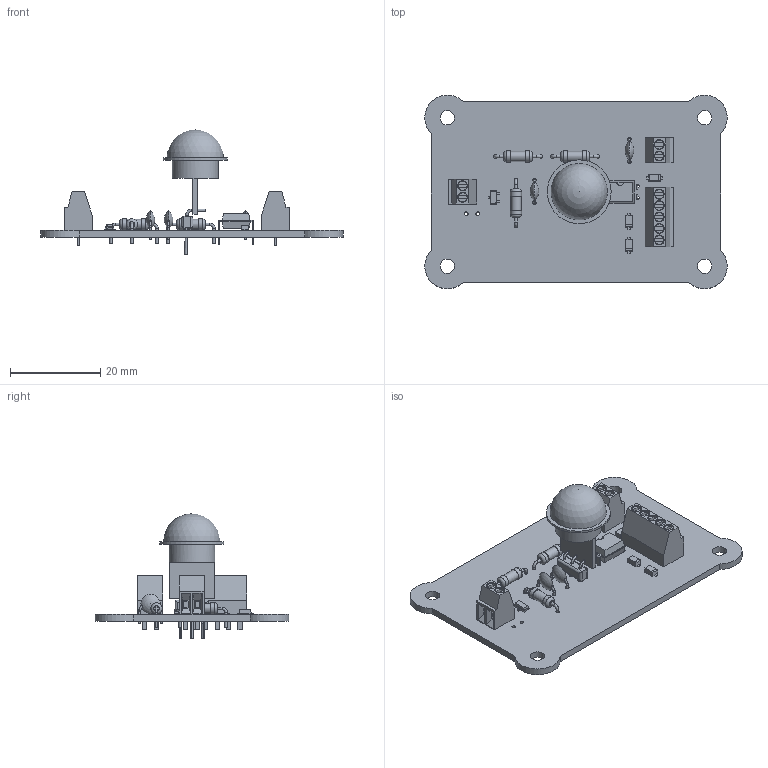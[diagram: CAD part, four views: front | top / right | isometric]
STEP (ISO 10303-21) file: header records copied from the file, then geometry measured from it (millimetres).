
FILE_DESCRIPTION(('KiCad electronic assembly'),'2;1');
FILE_NAME('WALKIN_PIR_IF-3D.step','2026-01-01T20:49:17',('Pcbnew'),( 'Kicad'),'Open CASCADE STEP processor 7.6','KiCad to STEP converter' ,'Unknown');
FILE_SCHEMA(('AUTOMOTIVE_DESIGN { 1 0 10303 214 1 1 1 1 }'));
Length unit declared in the file: millimetre
Products named in the file (11): WALKIN_PIR_IF-3D 1; TerminalBlock_Phoenix_MPT-0,5-5-2.54_1x05_P2.54mm_Horizontal; C_Disc_D4.3mm_W1.9mm_P5.00mm; DIP-4_W7.62mm; SOT-23-3; D_SOD-123F; R_Axial_DIN0207_L6.3mm_D2.5mm_P10.16mm_Horizontal_6_8_1; TerminalBlock_Phoenix_MPT-0,5-2-2.54_1x02_P2.54mm_Horizontal; R_Axial_DIN0207_L6.3mm_D2.5mm_P10.16mm_Horizontal_1_0_5; AM312; kibot_sy0n7yrc_PCB
Assembly tree (16 placements, depth 2):
  WALKIN_PIR_IF-3D 1
    TerminalBlock_Phoenix_MPT-0,5-5-2.54_1x05_P2.54mm_Horizontal
    C_Disc_D4.3mm_W1.9mm_P5.00mm  x3
    DIP-4_W7.62mm
    SOT-23-3
    D_SOD-123F  x3
    R_Axial_DIN0207_L6.3mm_D2.5mm_P10.16mm_Horizontal_6_8_1
    TerminalBlock_Phoenix_MPT-0,5-2-2.54_1x02_P2.54mm_Horizontal  x2
    R_Axial_DIN0207_L6.3mm_D2.5mm_P10.16mm_Horizontal_1_0_5  x2
    AM312
    kibot_sy0n7yrc_PCB
Bounding box: 67.03 x 42.89 x 27.59 mm (x, y, z)
Volume: 6090.5 mm3; surface area: 9215.4 mm2
Topology: 20 solids, 20 shells, 754 faces, 1773 edges, 1110 vertices
Faces by surface type: plane 481, cylinder 144, bspline 98, torus 18, sphere 7, revolution 6
Full cylindrical faces by diameter (mm): 0.5 x12, 0.6 x12, 0.65 x2, 0.8 x18, 1 x3, 1.1 x17, 2 x9, 2.2 x9, 2.25 x3, 2.5 x6, 3.2 x4, 10.14 x1, 14.17 x1
Entity records: 17399 total; most frequent: CARTESIAN_POINT 3681, ORIENTED_EDGE 2764, DIRECTION 2705, EDGE_CURVE 1382, LINE 941, VECTOR 941, AXIS2_PLACEMENT_3D 881, VERTEX_POINT 870
